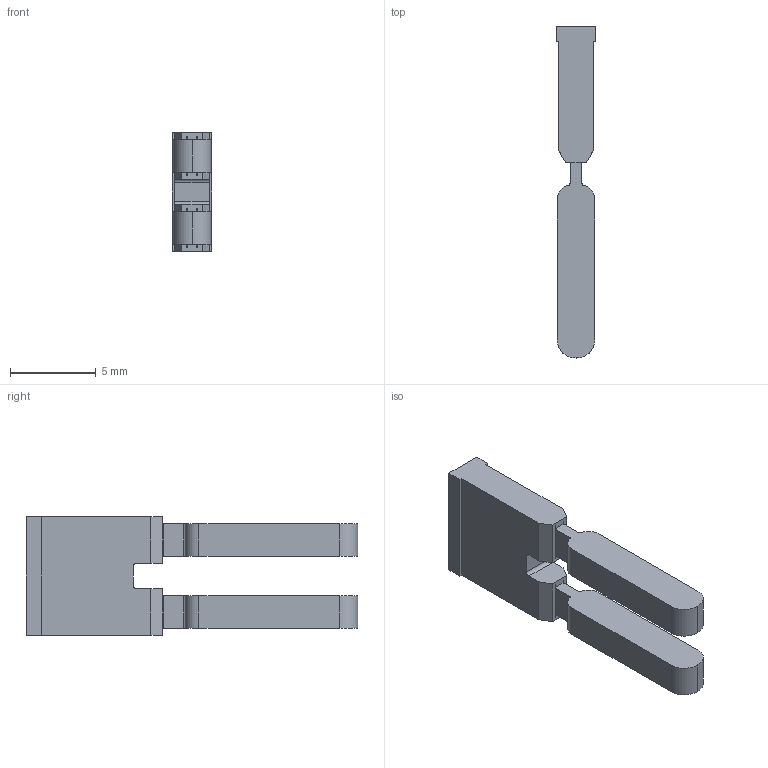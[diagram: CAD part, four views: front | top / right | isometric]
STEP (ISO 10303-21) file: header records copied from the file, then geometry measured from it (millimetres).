
FILE_DESCRIPTION (( 'STEP AP214' ), '1' );
FILE_NAME ('476602_UK 1.5-2.STP', '2013-11-15T08:19:03', ( 'arge' ), ( 'Microsoft' ), 'SwSTEP 2.0', 'SolidWorks 2013', '' );
FILE_SCHEMA (( 'AUTOMOTIVE_DESIGN' ));
Length unit declared in the file: millimetre
Products named in the file (1): 476602_UK 1.5-2
Bounding box: 2.3 x 19.36 x 6.9 mm (x, y, z)
Volume: 189.2 mm3; surface area: 361.2 mm2
Topology: 1 solids, 5 shells, 88 faces, 228 edges, 152 vertices
Faces by surface type: plane 70, cylinder 18
Entity records: 3670 total; most frequent: CARTESIAN_POINT 514, ORIENTED_EDGE 456, DIRECTION 420, EDGE_CURVE 228, LINE 184, VECTOR 184, VERTEX_POINT 152, AXIS2_PLACEMENT_3D 118
